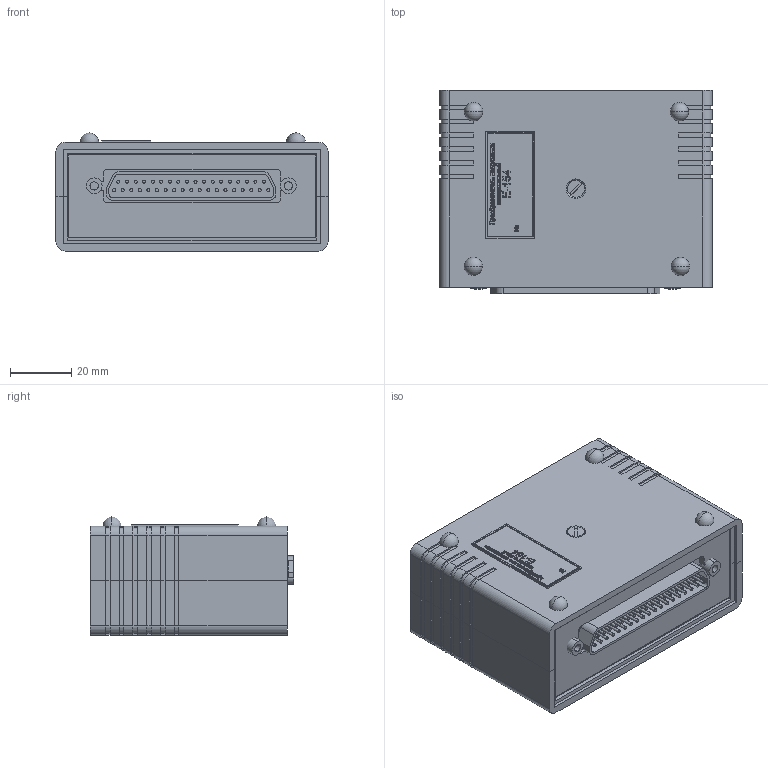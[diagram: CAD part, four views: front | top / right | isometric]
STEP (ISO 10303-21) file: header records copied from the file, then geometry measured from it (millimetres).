
FILE_DESCRIPTION (( 'STEP AP203' ), '1' );
FILE_NAME ('E-154.STEP', '2021-08-24T12:18:34', ( '' ), ( '' ), 'SwSTEP 2.0', 'SolidWorks 2019', '' );
FILE_SCHEMA (( 'CONFIG_CONTROL_DESIGN' ));
Length unit declared in the file: millimetre
Products named in the file (1): E-154
Bounding box: 89 x 66.6 x 38.6 mm (x, y, z)
Volume: 58537.7 mm3; surface area: 56600.7 mm2
Topology: 13 solids, 13 shells, 1780 faces, 4563 edges, 2963 vertices
Faces by surface type: plane 1112, bspline 411, cylinder 233, cone 14, sphere 10
Entity records: 70906 total; most frequent: CARTESIAN_POINT 30122, ORIENTED_EDGE 9094, DIRECTION 6969, EDGE_CURVE 4547, VECTOR 3213, LINE 3213, VERTEX_POINT 2955, EDGE_LOOP 1958
